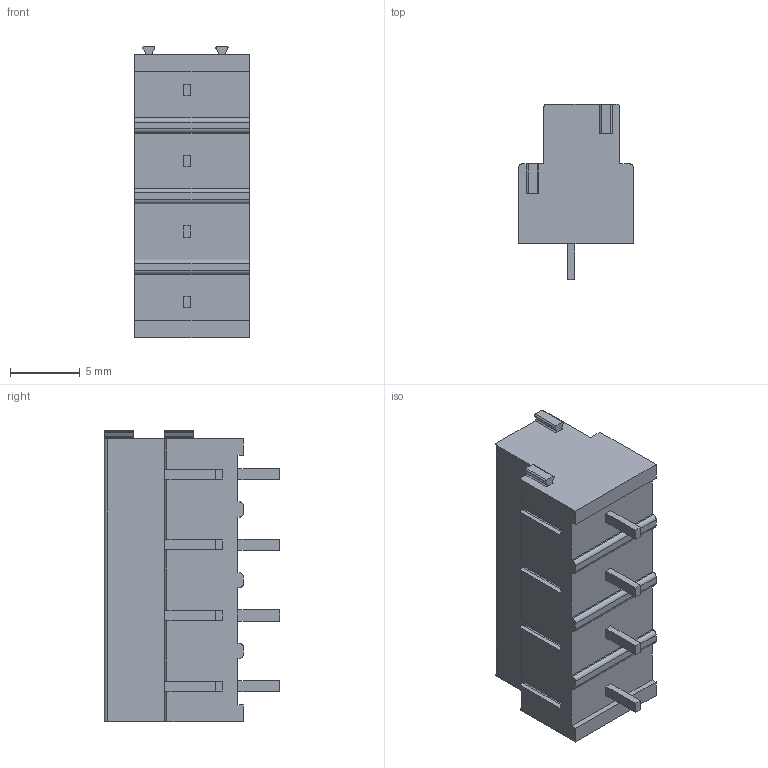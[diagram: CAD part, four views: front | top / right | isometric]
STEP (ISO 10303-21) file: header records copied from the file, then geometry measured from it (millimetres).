
FILE_DESCRIPTION(('STEP AP214'),'1');
FILE_NAME('1776119-4.stp','2017-08-22T16:02:38',('TraceParts'),('TraceParts S.A.'),'Spatial InterOp 3D',' ',' ');
FILE_SCHEMA(('automotive_design'));
Length unit declared in the file: millimetre
Products named in the file (1): 1776119-4
Bounding box: 8.2 x 12.6 x 20.92 mm (x, y, z)
Volume: 1222.7 mm3; surface area: 1231.7 mm2
Topology: 1 solids, 1 shells, 260 faces, 690 edges, 452 vertices
Faces by surface type: plane 166, cylinder 78, torus 16
Entity records: 8169 total; most frequent: CARTESIAN_POINT 1547, ORIENTED_EDGE 1380, DIRECTION 1376, EDGE_CURVE 690, LINE 494, VECTOR 494, VERTEX_POINT 452, AXIS2_PLACEMENT_3D 441
